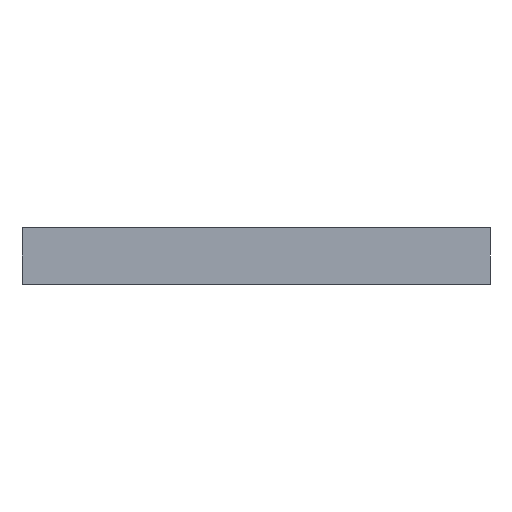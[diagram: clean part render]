
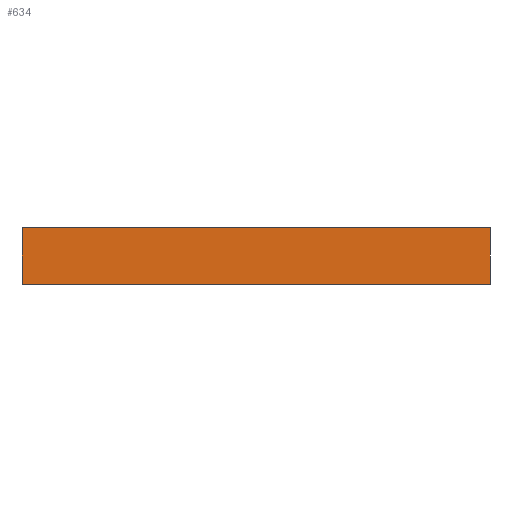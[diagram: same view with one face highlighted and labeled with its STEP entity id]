
A CAD part, front view. The second image highlights one B-rep face of the part: STEP entity #634.
In plain terms, the highlighted planar face has unit normal (0, -1, 0).
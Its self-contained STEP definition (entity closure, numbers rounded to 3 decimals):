
#32 = VERTEX_POINT ( 'NONE', #1288 ) ;
#55 = VECTOR ( 'NONE', #297, 1000. ) ;
#72 = ORIENTED_EDGE ( 'NONE', *, *, #1159, .F. ) ;
#142 = FACE_OUTER_BOUND ( 'NONE', #1029, .T. ) ;
#151 = EDGE_CURVE ( 'NONE', #32, #872, #569, .T. ) ;
#164 = DIRECTION ( 'NONE',  ( 0., 0., 1. ) ) ;
#187 = VERTEX_POINT ( 'NONE', #359 ) ;
#188 = DIRECTION ( 'NONE',  ( 1., 0., 0. ) ) ;
#215 = VERTEX_POINT ( 'NONE', #578 ) ;
#233 = ORIENTED_EDGE ( 'NONE', *, *, #151, .T. ) ;
#237 = ORIENTED_EDGE ( 'NONE', *, *, #710, .F. ) ;
#267 = CARTESIAN_POINT ( 'NONE',  ( -12.5, -55., 3. ) ) ;
#295 = EDGE_CURVE ( 'NONE', #872, #215, #398, .T. ) ;
#297 = DIRECTION ( 'NONE',  ( 0., 0., -1. ) ) ;
#356 = DIRECTION ( 'NONE',  ( 0., 1., 0. ) ) ;
#359 = CARTESIAN_POINT ( 'NONE',  ( 12.5, -55., 3. ) ) ;
#398 = LINE ( 'NONE', #821, #401 ) ;
#401 = VECTOR ( 'NONE', #1031, 1000. ) ;
#555 = VECTOR ( 'NONE', #188, 1000. ) ;
#569 = LINE ( 'NONE', #1202, #904 ) ;
#578 = CARTESIAN_POINT ( 'NONE',  ( 12.5, -55., 0. ) ) ;
#604 = CARTESIAN_POINT ( 'NONE',  ( -12.5, -55., 3. ) ) ;
#623 = AXIS2_PLACEMENT_3D ( 'NONE', #267, #356, #164 ) ;
#634 = ADVANCED_FACE ( 'NONE', ( #142 ), #983, .F. ) ;
#709 = LINE ( 'NONE', #604, #555 ) ;
#710 = EDGE_CURVE ( 'NONE', #32, #187, #709, .T. ) ;
#821 = CARTESIAN_POINT ( 'NONE',  ( -12.5, -55., 0. ) ) ;
#872 = VERTEX_POINT ( 'NONE', #1266 ) ;
#882 = DIRECTION ( 'NONE',  ( 0., 0., -1. ) ) ;
#901 = LINE ( 'NONE', #1314, #55 ) ;
#904 = VECTOR ( 'NONE', #882, 1000. ) ;
#983 = PLANE ( 'NONE',  #623 ) ;
#1029 = EDGE_LOOP ( 'NONE', ( #1096, #72, #237, #233 ) ) ;
#1031 = DIRECTION ( 'NONE',  ( 1., 0., 0. ) ) ;
#1096 = ORIENTED_EDGE ( 'NONE', *, *, #295, .T. ) ;
#1159 = EDGE_CURVE ( 'NONE', #187, #215, #901, .T. ) ;
#1202 = CARTESIAN_POINT ( 'NONE',  ( -12.5, -55., 3. ) ) ;
#1266 = CARTESIAN_POINT ( 'NONE',  ( -12.5, -55., 0. ) ) ;
#1288 = CARTESIAN_POINT ( 'NONE',  ( -12.5, -55., 3. ) ) ;
#1314 = CARTESIAN_POINT ( 'NONE',  ( 12.5, -55., 3. ) ) ;
